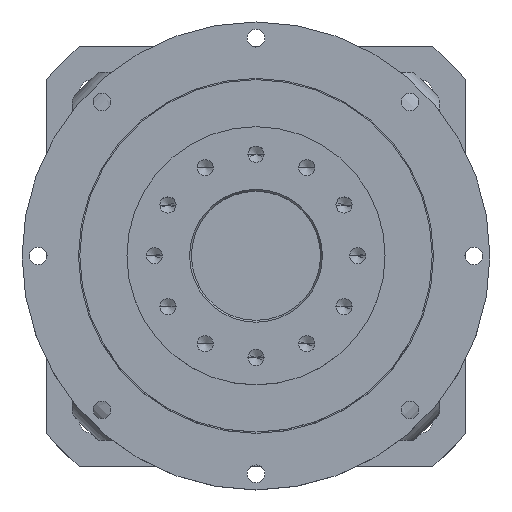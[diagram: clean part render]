
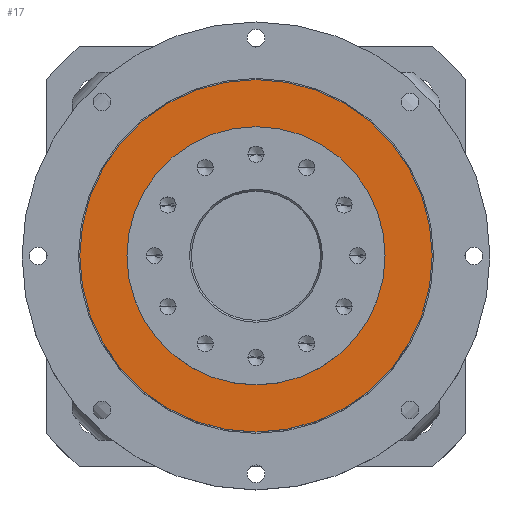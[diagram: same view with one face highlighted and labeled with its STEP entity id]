
A CAD part, top view. The second image highlights one B-rep face of the part: STEP entity #17.
In plain terms, the highlighted planar face has unit normal (0, 0, 1).
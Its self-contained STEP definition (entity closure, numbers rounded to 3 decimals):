
#17 = ADVANCED_FACE ( 'NONE', ( #6341, #3604 ), #6530, .F. ) ;
#208 = ORIENTED_EDGE ( 'NONE', *, *, #1637, .F. ) ;
#361 = CARTESIAN_POINT ( 'NONE',  ( -54.6, 0., -6. ) ) ;
#744 = CARTESIAN_POINT ( 'NONE',  ( 54.6, 0., -6. ) ) ;
#993 = CIRCLE ( 'NONE', #6690, 40. ) ;
#1205 = CIRCLE ( 'NONE', #9678, 54.6 ) ;
#1434 = CIRCLE ( 'NONE', #8882, 54.6 ) ;
#1637 = EDGE_CURVE ( 'NONE', #9220, #10649, #5187, .T. ) ;
#2126 = EDGE_CURVE ( 'NONE', #10649, #9220, #993, .T. ) ;
#3544 = EDGE_CURVE ( 'NONE', #5421, #8122, #1434, .T. ) ;
#3604 = FACE_OUTER_BOUND ( 'NONE', #11287, .T. ) ;
#3696 = CARTESIAN_POINT ( 'NONE',  ( 0., 0., -6. ) ) ;
#3718 = AXIS2_PLACEMENT_3D ( 'NONE', #6330, #6003, #6584 ) ;
#4302 = CARTESIAN_POINT ( 'NONE',  ( 0., 0., -6. ) ) ;
#4706 = DIRECTION ( 'NONE',  ( 1., 0., 0. ) ) ;
#5187 = CIRCLE ( 'NONE', #5814, 40. ) ;
#5328 = DIRECTION ( 'NONE',  ( 1., 0., 0. ) ) ;
#5421 = VERTEX_POINT ( 'NONE', #744 ) ;
#5528 = CARTESIAN_POINT ( 'NONE',  ( 0., 0., -6. ) ) ;
#5814 = AXIS2_PLACEMENT_3D ( 'NONE', #8175, #8223, #8266 ) ;
#6003 = DIRECTION ( 'NONE',  ( 0., 0., -1. ) ) ;
#6070 = ORIENTED_EDGE ( 'NONE', *, *, #8626, .T. ) ;
#6330 = CARTESIAN_POINT ( 'NONE',  ( 0., 54.6, -6. ) ) ;
#6341 = FACE_BOUND ( 'NONE', #7030, .T. ) ;
#6530 = PLANE ( 'NONE',  #3718 ) ;
#6581 = DIRECTION ( 'NONE',  ( 1., 0., 0. ) ) ;
#6584 = DIRECTION ( 'NONE',  ( -1., 0., 0. ) ) ;
#6690 = AXIS2_PLACEMENT_3D ( 'NONE', #3696, #10857, #4706 ) ;
#7030 = EDGE_LOOP ( 'NONE', ( #7311, #208 ) ) ;
#7311 = ORIENTED_EDGE ( 'NONE', *, *, #2126, .F. ) ;
#8122 = VERTEX_POINT ( 'NONE', #361 ) ;
#8175 = CARTESIAN_POINT ( 'NONE',  ( 0., 0., -6. ) ) ;
#8223 = DIRECTION ( 'NONE',  ( 0., 0., 1. ) ) ;
#8266 = DIRECTION ( 'NONE',  ( 1., 0., 0. ) ) ;
#8626 = EDGE_CURVE ( 'NONE', #8122, #5421, #1205, .T. ) ;
#8703 = CARTESIAN_POINT ( 'NONE',  ( -40., 0., -6. ) ) ;
#8882 = AXIS2_PLACEMENT_3D ( 'NONE', #4302, #11461, #5328 ) ;
#9096 = ORIENTED_EDGE ( 'NONE', *, *, #3544, .T. ) ;
#9220 = VERTEX_POINT ( 'NONE', #8703 ) ;
#9678 = AXIS2_PLACEMENT_3D ( 'NONE', #5528, #12704, #6581 ) ;
#10326 = CARTESIAN_POINT ( 'NONE',  ( 40., 0., -6. ) ) ;
#10649 = VERTEX_POINT ( 'NONE', #10326 ) ;
#10857 = DIRECTION ( 'NONE',  ( 0., 0., 1. ) ) ;
#11287 = EDGE_LOOP ( 'NONE', ( #9096, #6070 ) ) ;
#11461 = DIRECTION ( 'NONE',  ( 0., 0., 1. ) ) ;
#12704 = DIRECTION ( 'NONE',  ( 0., 0., 1. ) ) ;
